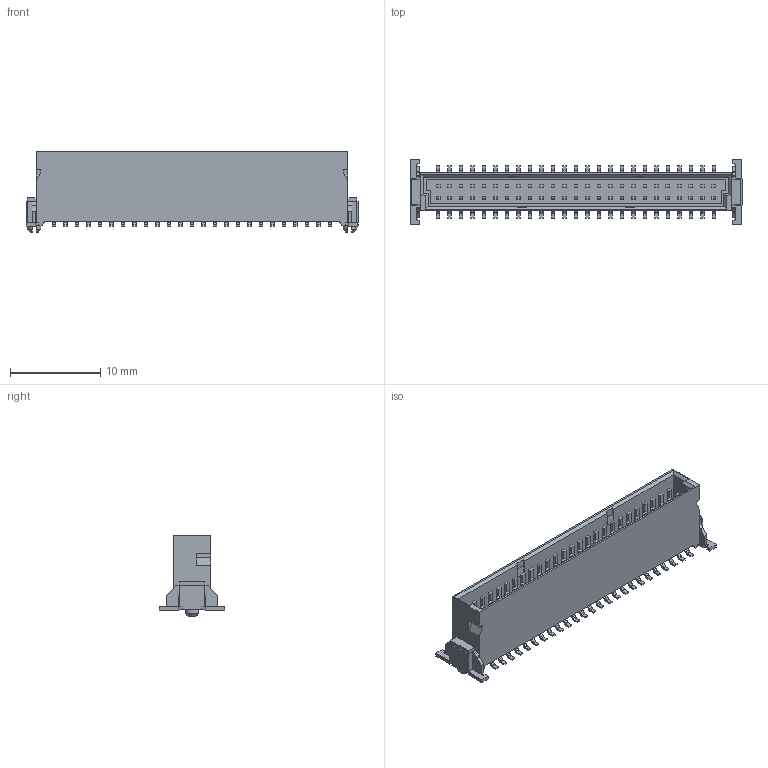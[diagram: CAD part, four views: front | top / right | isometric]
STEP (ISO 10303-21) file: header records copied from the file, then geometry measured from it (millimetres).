
FILE_DESCRIPTION((''),'2;1');
FILE_NAME('ERNI_063210.stp','2011-02-01T13:38:35',(''),(''),'Mechanical Desktop 2011','Mechanical Desktop 2011',', , ');
FILE_SCHEMA(('AUTOMOTIVE_DESIGN { 1 2 10303 214 1 1 1 1 }'));
Length unit declared in the file: millimetre
Products named in the file (1): Product
Bounding box: 36.7 x 7.2 x 8.95 mm (x, y, z)
Volume: 584.1 mm3; surface area: 2175.7 mm2
Topology: 120 solids, 120 shells, 1252 faces, 3024 edges, 2014 vertices
Faces by surface type: plane 696, bspline 390, cylinder 162, cone 4
Entity records: 38240 total; most frequent: CARTESIAN_POINT 9605, ORIENTED_EDGE 6048, DIRECTION 5374, EDGE_CURVE 3024, VECTOR 2384, LINE 2384, VERTEX_POINT 2014, AXIS2_PLACEMENT_3D 1495
